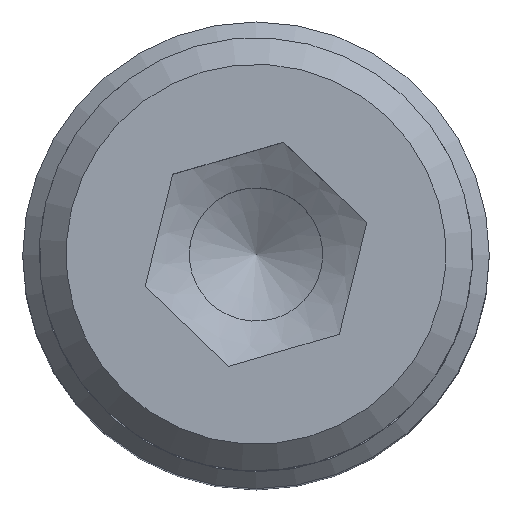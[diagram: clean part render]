
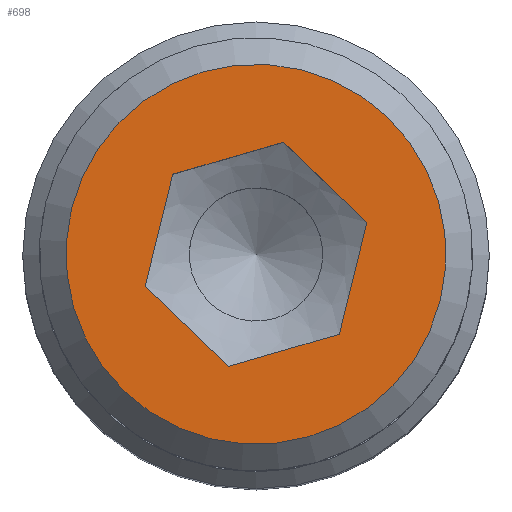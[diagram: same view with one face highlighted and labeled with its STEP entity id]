
A CAD part, top view. The second image highlights one B-rep face of the part: STEP entity #698.
In plain terms, the highlighted face is planar.
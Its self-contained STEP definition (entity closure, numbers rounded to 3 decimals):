
#394=CARTESIAN_POINT('',(-5.,0.,-3.464));
#395=VERTEX_POINT('',#394);
#402=CARTESIAN_POINT('',(-5.,-3.,-1.732));
#403=VERTEX_POINT('',#402);
#404=CARTESIAN_POINT('',(-5.,-3.,-1.732));
#405=DIRECTION('',(0.0,0.866,-0.5));
#406=VECTOR('',#405,3.464);
#407=LINE('',#404,#406);
#408=EDGE_CURVE('',#403,#395,#407,.T.);
#439=CARTESIAN_POINT('',(-5.,3.,-1.732));
#440=VERTEX_POINT('',#439);
#447=CARTESIAN_POINT('',(-5.,0.,-3.464));
#448=DIRECTION('',(0.0,0.866,0.5));
#449=VECTOR('',#448,3.464);
#450=LINE('',#447,#449);
#451=EDGE_CURVE('',#395,#440,#450,.T.);
#477=CARTESIAN_POINT('',(-5.,3.,1.732));
#478=VERTEX_POINT('',#477);
#485=CARTESIAN_POINT('',(-5.,3.,-1.732));
#486=DIRECTION('',(0.0,0.0,1.0));
#487=VECTOR('',#486,3.464);
#488=LINE('',#485,#487);
#489=EDGE_CURVE('',#440,#478,#488,.T.);
#515=CARTESIAN_POINT('',(-5.,0.,3.464));
#516=VERTEX_POINT('',#515);
#523=CARTESIAN_POINT('',(-5.,3.,1.732));
#524=DIRECTION('',(0.0,-0.866,0.5));
#525=VECTOR('',#524,3.464);
#526=LINE('',#523,#525);
#527=EDGE_CURVE('',#478,#516,#526,.T.);
#554=CARTESIAN_POINT('',(-5.,-3.,1.732));
#555=VERTEX_POINT('',#554);
#556=CARTESIAN_POINT('',(-5.,-3.,1.732));
#557=DIRECTION('',(0.0,0.0,-1.0));
#558=VECTOR('',#557,3.464);
#559=LINE('',#556,#558);
#560=EDGE_CURVE('',#555,#403,#559,.T.);
#590=CARTESIAN_POINT('',(-5.,0.,3.464));
#591=DIRECTION('',(0.0,-0.866,-0.5));
#592=VECTOR('',#591,3.464);
#593=LINE('',#590,#592);
#594=EDGE_CURVE('',#516,#555,#593,.T.);
#616=CARTESIAN_POINT('',(-5.,5.7,0.0));
#617=VERTEX_POINT('',#616);
#618=CARTESIAN_POINT('',(-5.,0.0,0.0));
#619=DIRECTION('',(-1.0,0.0,0.0));
#620=DIRECTION('',(0.0,1.0,0.0));
#621=AXIS2_PLACEMENT_3D('',#618,#619,#620);
#622=CIRCLE('',#621,5.7);
#623=EDGE_CURVE('',#617,#617,#622,.T.);
#682=CARTESIAN_POINT('',(-5.,4.982,0.0));
#683=DIRECTION('',(-1.0,0.0,0.0));
#684=DIRECTION('',(0.0,0.0,1.0));
#685=AXIS2_PLACEMENT_3D('',#682,#683,#684);
#686=PLANE('',#685);
#687=ORIENTED_EDGE('',*,*,#623,.T.);
#688=EDGE_LOOP('',(#687));
#689=FACE_OUTER_BOUND('',#688,.T.);
#690=ORIENTED_EDGE('',*,*,#489,.T.);
#691=ORIENTED_EDGE('',*,*,#527,.T.);
#692=ORIENTED_EDGE('',*,*,#594,.T.);
#693=ORIENTED_EDGE('',*,*,#560,.T.);
#694=ORIENTED_EDGE('',*,*,#408,.T.);
#695=ORIENTED_EDGE('',*,*,#451,.T.);
#696=EDGE_LOOP('',(#690,#691,#692,#693,#694,#695));
#697=FACE_BOUND('',#696,.T.);
#698=ADVANCED_FACE('',(#689,#697),#686,.T.);
